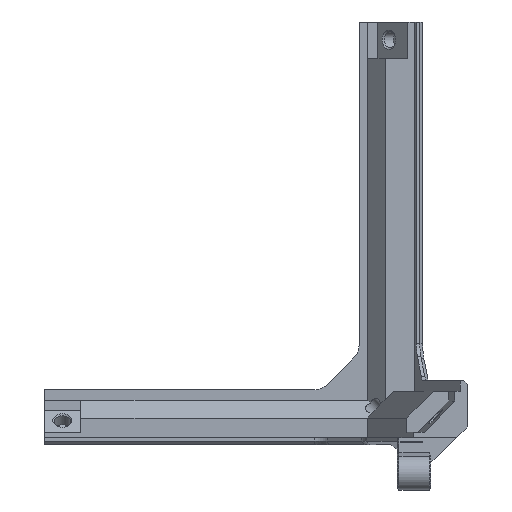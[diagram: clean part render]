
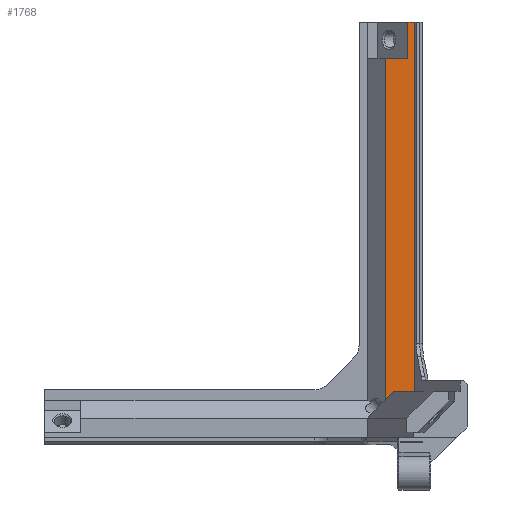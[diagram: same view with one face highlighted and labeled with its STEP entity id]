
A CAD part, front view. The second image highlights one B-rep face of the part: STEP entity #1768.
In plain terms, the highlighted planar face has unit normal (0, -1, 0).
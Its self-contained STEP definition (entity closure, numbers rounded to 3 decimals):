
#46=PLANE('',#1891);
#140=FACE_OUTER_BOUND('',#243,.T.);
#243=EDGE_LOOP('',(#1347,#1348,#1349,#1350,#1351,#1352,#1353));
#391=LINE('',#2664,#609);
#392=LINE('',#2666,#610);
#393=LINE('',#2668,#611);
#394=LINE('',#2670,#612);
#395=LINE('',#2672,#613);
#396=LINE('',#2674,#614);
#397=LINE('',#2675,#615);
#609=VECTOR('',#2144,1000.);
#610=VECTOR('',#2145,1000.);
#611=VECTOR('',#2146,1000.);
#612=VECTOR('',#2147,1000.);
#613=VECTOR('',#2148,1000.);
#614=VECTOR('',#2149,1000.);
#615=VECTOR('',#2150,1000.);
#845=VERTEX_POINT('',#2662);
#846=VERTEX_POINT('',#2663);
#847=VERTEX_POINT('',#2665);
#848=VERTEX_POINT('',#2667);
#849=VERTEX_POINT('',#2669);
#850=VERTEX_POINT('',#2671);
#851=VERTEX_POINT('',#2673);
#1033=EDGE_CURVE('',#845,#846,#391,.T.);
#1034=EDGE_CURVE('',#845,#847,#392,.T.);
#1035=EDGE_CURVE('',#848,#847,#393,.T.);
#1036=EDGE_CURVE('',#848,#849,#394,.T.);
#1037=EDGE_CURVE('',#849,#850,#395,.T.);
#1038=EDGE_CURVE('',#850,#851,#396,.T.);
#1039=EDGE_CURVE('',#851,#846,#397,.T.);
#1347=ORIENTED_EDGE('',*,*,#1033,.F.);
#1348=ORIENTED_EDGE('',*,*,#1034,.T.);
#1349=ORIENTED_EDGE('',*,*,#1035,.F.);
#1350=ORIENTED_EDGE('',*,*,#1036,.T.);
#1351=ORIENTED_EDGE('',*,*,#1037,.T.);
#1352=ORIENTED_EDGE('',*,*,#1038,.T.);
#1353=ORIENTED_EDGE('',*,*,#1039,.T.);
#1768=ADVANCED_FACE('',(#140),#46,.T.);
#1891=AXIS2_PLACEMENT_3D('',#2661,#2142,#2143);
#2142=DIRECTION('center_axis',(0.,-1.,0.));
#2143=DIRECTION('ref_axis',(0.,0.,-1.));
#2144=DIRECTION('',(0.,0.,-1.));
#2145=DIRECTION('',(-1.,0.,0.));
#2146=DIRECTION('',(0.,0.,1.));
#2147=DIRECTION('',(-1.,0.,0.));
#2148=DIRECTION('',(0.,0.,-1.));
#2149=DIRECTION('',(0.7,0.,0.714));
#2150=DIRECTION('',(1.,0.,0.));
#2661=CARTESIAN_POINT('Origin',(249.797,246.009,495.864));
#2662=CARTESIAN_POINT('',(262.997,246.009,156.862));
#2663=CARTESIAN_POINT('',(262.997,246.009,52.862));
#2664=CARTESIAN_POINT('',(262.997,246.009,260.862));
#2665=CARTESIAN_POINT('',(261.161,246.009,156.862));
#2666=CARTESIAN_POINT('',(249.797,246.009,156.862));
#2667=CARTESIAN_POINT('',(261.161,246.009,146.662));
#2668=CARTESIAN_POINT('',(261.161,246.009,495.864));
#2669=CARTESIAN_POINT('',(254.797,246.009,146.662));
#2670=CARTESIAN_POINT('',(249.797,246.009,146.662));
#2671=CARTESIAN_POINT('',(254.797,246.009,50.46));
#2672=CARTESIAN_POINT('',(254.797,246.009,50.362));
#2673=CARTESIAN_POINT('',(257.153,246.009,52.862));
#2674=CARTESIAN_POINT('',(227.454,246.009,22.583));
#2675=CARTESIAN_POINT('',(249.797,246.009,52.862));
